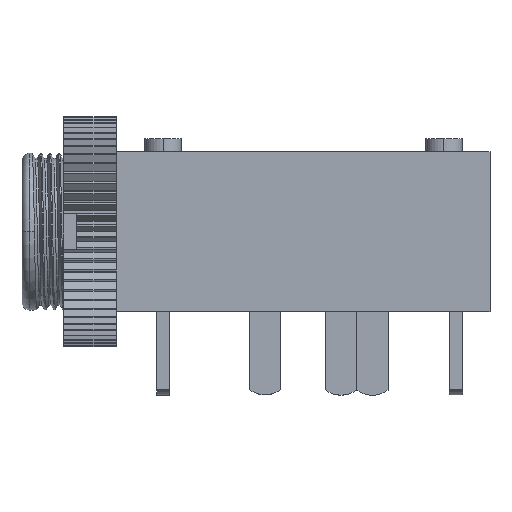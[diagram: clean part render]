
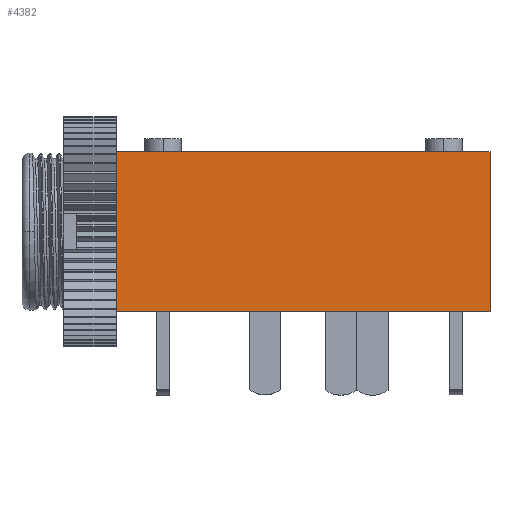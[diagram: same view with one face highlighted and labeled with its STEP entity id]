
A CAD part, top view. The second image highlights one B-rep face of the part: STEP entity #4382.
In plain terms, the highlighted planar face has unit normal (0, 0, 1).
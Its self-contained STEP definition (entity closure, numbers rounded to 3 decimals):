
#777 = PLANE ( 'NONE',  #1714 ) ;
#1161 = VERTEX_POINT ( 'NONE', #7342 ) ;
#1490 = VECTOR ( 'NONE', #10624, 1000. ) ;
#1714 = AXIS2_PLACEMENT_3D ( 'NONE', #5433, #9605, #10542 ) ;
#2022 = VECTOR ( 'NONE', #5964, 1000. ) ;
#2705 = LINE ( 'NONE', #11323, #2022 ) ;
#2956 = EDGE_CURVE ( 'NONE', #4655, #4253, #2705, .T. ) ;
#3884 = LINE ( 'NONE', #6907, #7280 ) ;
#4088 = VERTEX_POINT ( 'NONE', #4705 ) ;
#4253 = VERTEX_POINT ( 'NONE', #5858 ) ;
#4343 = CARTESIAN_POINT ( 'NONE',  ( 8.95, -3.05, 5.8 ) ) ;
#4382 = ADVANCED_FACE ( 'NONE', ( #6126 ), #777, .F. ) ;
#4655 = VERTEX_POINT ( 'NONE', #10941 ) ;
#4679 = ORIENTED_EDGE ( 'NONE', *, *, #7890, .T. ) ;
#4705 = CARTESIAN_POINT ( 'NONE',  ( -5.35, -3.05, 5.8 ) ) ;
#4996 = LINE ( 'NONE', #4343, #8937 ) ;
#5433 = CARTESIAN_POINT ( 'NONE',  ( 8.95, 3.05, 5.8 ) ) ;
#5858 = CARTESIAN_POINT ( 'NONE',  ( 8.95, -3.05, 5.8 ) ) ;
#5964 = DIRECTION ( 'NONE',  ( 0., -1., 0. ) ) ;
#6049 = DIRECTION ( 'NONE',  ( 0., -1., 0. ) ) ;
#6126 = FACE_OUTER_BOUND ( 'NONE', #8940, .T. ) ;
#6907 = CARTESIAN_POINT ( 'NONE',  ( -5.35, 3.05, 5.8 ) ) ;
#7117 = CARTESIAN_POINT ( 'NONE',  ( 8.95, 3.05, 5.8 ) ) ;
#7280 = VECTOR ( 'NONE', #6049, 1000. ) ;
#7342 = CARTESIAN_POINT ( 'NONE',  ( -5.35, 3.05, 5.8 ) ) ;
#7555 = ORIENTED_EDGE ( 'NONE', *, *, #2956, .F. ) ;
#7839 = EDGE_CURVE ( 'NONE', #1161, #4088, #3884, .T. ) ;
#7890 = EDGE_CURVE ( 'NONE', #4088, #4253, #4996, .T. ) ;
#8541 = ORIENTED_EDGE ( 'NONE', *, *, #9954, .F. ) ;
#8765 = DIRECTION ( 'NONE',  ( 1., 0., 0. ) ) ;
#8854 = LINE ( 'NONE', #7117, #1490 ) ;
#8937 = VECTOR ( 'NONE', #8765, 1000. ) ;
#8940 = EDGE_LOOP ( 'NONE', ( #4679, #7555, #8541, #9743 ) ) ;
#9605 = DIRECTION ( 'NONE',  ( 0., 0., -1. ) ) ;
#9743 = ORIENTED_EDGE ( 'NONE', *, *, #7839, .T. ) ;
#9954 = EDGE_CURVE ( 'NONE', #1161, #4655, #8854, .T. ) ;
#10542 = DIRECTION ( 'NONE',  ( -1., 0., 0. ) ) ;
#10624 = DIRECTION ( 'NONE',  ( 1., 0., 0. ) ) ;
#10941 = CARTESIAN_POINT ( 'NONE',  ( 8.95, 3.05, 5.8 ) ) ;
#11323 = CARTESIAN_POINT ( 'NONE',  ( 8.95, 3.05, 5.8 ) ) ;
